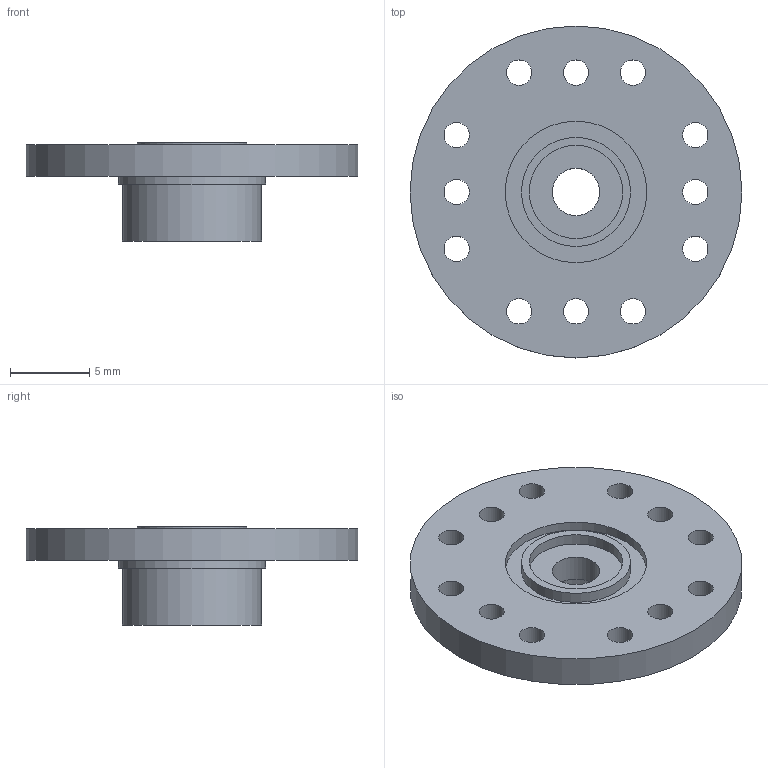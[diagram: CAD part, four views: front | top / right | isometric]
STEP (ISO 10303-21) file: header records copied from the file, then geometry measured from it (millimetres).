
FILE_DESCRIPTION(('FreeCAD Model'),'2;1');
FILE_NAME('SM-S4303R-small-rounded-horn.step','2014-08-11T08:39:03',('FreeCAD'),('FreeCAD'), 'Open CASCADE STEP processor 6.7','FreeCAD','Unknown');
FILE_SCHEMA(('AUTOMOTIVE_DESIGN_CC2 { 1 2 10303 214 -1 1 5 4 }'));
Length unit declared in the file: millimetre
Products named in the file (1): small-rounded-horn-final
Bounding box: 21 x 21 x 6.2 mm (x, y, z)
Volume: 754.3 mm3; surface area: 1127.3 mm2
Topology: 1 solids, 1 shells, 28 faces, 60 edges, 40 vertices
Faces by surface type: cylinder 20, plane 8
Full cylindrical faces by diameter (mm): 1.6 x12, 3 x1, 5.8 x1, 5.9 x1, 6.9 x1, 8.8 x1, 8.95 x1, 9.3 x1, 21 x1
Entity records: 1751 total; most frequent: CARTESIAN_POINT 477, DIRECTION 240, ORIENTED_EDGE 120, PCURVE 120, DEFINITIONAL_REPRESENTATION 120, LINE 100, VECTOR 100, AXIS2_PLACEMENT_3D 69
